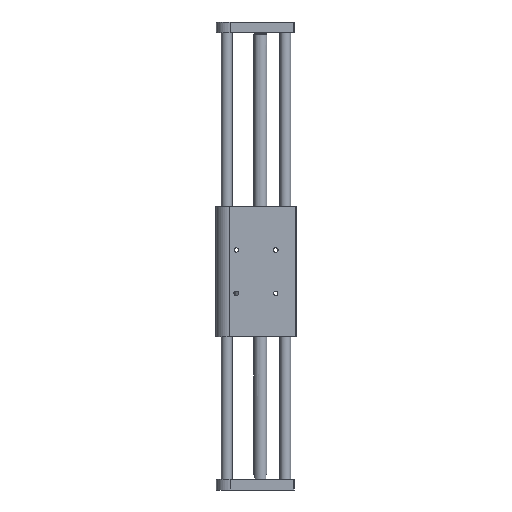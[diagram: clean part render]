
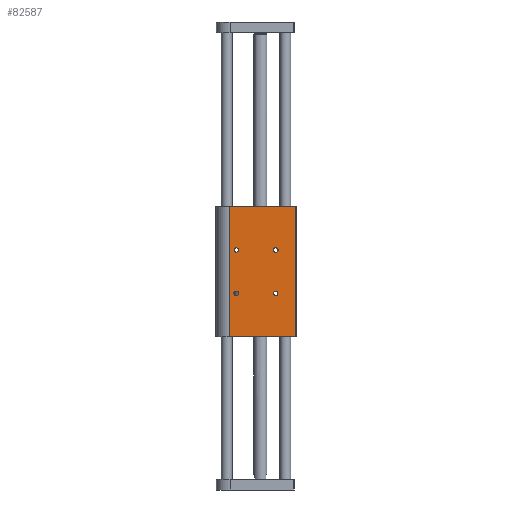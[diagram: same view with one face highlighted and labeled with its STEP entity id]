
A CAD part, left-side view. The second image highlights one B-rep face of the part: STEP entity #82587.
In plain terms, the highlighted planar face has unit normal (-1, 0, 0).
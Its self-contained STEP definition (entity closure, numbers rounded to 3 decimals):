
#1195 = EDGE_LOOP ( 'NONE', ( #53577, #77510, #2540, #63772 ) ) ;
#2540 = ORIENTED_EDGE ( 'NONE', *, *, #36856, .T. ) ;
#2618 = AXIS2_PLACEMENT_3D ( 'NONE', #75546, #61477, #49478 ) ;
#5088 = DIRECTION ( 'NONE',  ( 0., 0., -1. ) ) ;
#5611 = CARTESIAN_POINT ( 'NONE',  ( -12.5, 28.5, 120. ) ) ;
#6364 = CARTESIAN_POINT ( 'NONE',  ( -12.5, 22.25, 40. ) ) ;
#8644 = CARTESIAN_POINT ( 'NONE',  ( -12.5, 28.5, 0. ) ) ;
#9287 = FACE_BOUND ( 'NONE', #41602, .T. ) ;
#9540 = CARTESIAN_POINT ( 'NONE',  ( -12.5, -32.5, 0. ) ) ;
#14012 = VERTEX_POINT ( 'NONE', #81948 ) ;
#16545 = FACE_OUTER_BOUND ( 'NONE', #1195, .T. ) ;
#19808 = CARTESIAN_POINT ( 'NONE',  ( -12.5, 28.5, 120. ) ) ;
#21121 = EDGE_CURVE ( 'NONE', #21986, #21986, #28600, .T. ) ;
#21986 = VERTEX_POINT ( 'NONE', #81035 ) ;
#23465 = CARTESIAN_POINT ( 'NONE',  ( -12.5, 22.25, 37.85 ) ) ;
#25658 = CARTESIAN_POINT ( 'NONE',  ( -12.5, 22.25, 78. ) ) ;
#26138 = EDGE_CURVE ( 'NONE', #79312, #53254, #78431, .T. ) ;
#26153 = EDGE_CURVE ( 'NONE', #14012, #69107, #28756, .T. ) ;
#27882 = DIRECTION ( 'NONE',  ( 1., 0., 0. ) ) ;
#28600 = CIRCLE ( 'NONE', #39516, 2.15 ) ;
#28756 = LINE ( 'NONE', #9540, #80070 ) ;
#33495 = EDGE_CURVE ( 'NONE', #71093, #71093, #48561, .T. ) ;
#34074 = CIRCLE ( 'NONE', #46426, 2. ) ;
#34293 = DIRECTION ( 'NONE',  ( 0., 0., -1. ) ) ;
#34591 = EDGE_LOOP ( 'NONE', ( #44997 ) ) ;
#34921 = FACE_BOUND ( 'NONE', #34591, .T. ) ;
#35308 = ORIENTED_EDGE ( 'NONE', *, *, #58339, .T. ) ;
#35339 = FACE_BOUND ( 'NONE', #65910, .T. ) ;
#36856 = EDGE_CURVE ( 'NONE', #69107, #79312, #75780, .T. ) ;
#39516 = AXIS2_PLACEMENT_3D ( 'NONE', #65601, #59190, #78444 ) ;
#40345 = VECTOR ( 'NONE', #65993, 1000. ) ;
#41602 = EDGE_LOOP ( 'NONE', ( #50496 ) ) ;
#42172 = PLANE ( 'NONE',  #2618 ) ;
#42843 = DIRECTION ( 'NONE',  ( 0., 0., 1. ) ) ;
#44106 = DIRECTION ( 'NONE',  ( 0., 1., 0. ) ) ;
#44997 = ORIENTED_EDGE ( 'NONE', *, *, #21121, .T. ) ;
#46426 = AXIS2_PLACEMENT_3D ( 'NONE', #66384, #27882, #34293 ) ;
#46697 = ORIENTED_EDGE ( 'NONE', *, *, #33495, .T. ) ;
#47108 = EDGE_CURVE ( 'NONE', #84336, #84336, #34074, .T. ) ;
#48561 = CIRCLE ( 'NONE', #63579, 2. ) ;
#49478 = DIRECTION ( 'NONE',  ( 0., 1., 0. ) ) ;
#50496 = ORIENTED_EDGE ( 'NONE', *, *, #47108, .T. ) ;
#52825 = VECTOR ( 'NONE', #44106, 1000. ) ;
#52933 = EDGE_LOOP ( 'NONE', ( #46697 ) ) ;
#52946 = DIRECTION ( 'NONE',  ( 1., 0., 0. ) ) ;
#53254 = VERTEX_POINT ( 'NONE', #61855 ) ;
#53577 = ORIENTED_EDGE ( 'NONE', *, *, #81928, .F. ) ;
#55484 = FACE_BOUND ( 'NONE', #52933, .T. ) ;
#55988 = VERTEX_POINT ( 'NONE', #23465 ) ;
#57373 = AXIS2_PLACEMENT_3D ( 'NONE', #6364, #78628, #5088 ) ;
#58339 = EDGE_CURVE ( 'NONE', #55988, #55988, #73791, .T. ) ;
#59190 = DIRECTION ( 'NONE',  ( 1., 0., 0. ) ) ;
#61477 = DIRECTION ( 'NONE',  ( 1., 0., 0. ) ) ;
#61855 = CARTESIAN_POINT ( 'NONE',  ( -12.5, 28.5, 0. ) ) ;
#62956 = CARTESIAN_POINT ( 'NONE',  ( -12.5, 28.5, 120. ) ) ;
#63579 = AXIS2_PLACEMENT_3D ( 'NONE', #70904, #52946, #64510 ) ;
#63772 = ORIENTED_EDGE ( 'NONE', *, *, #26138, .T. ) ;
#64510 = DIRECTION ( 'NONE',  ( 0., 0., -1. ) ) ;
#65601 = CARTESIAN_POINT ( 'NONE',  ( -12.5, -14.25, 80. ) ) ;
#65910 = EDGE_LOOP ( 'NONE', ( #35308 ) ) ;
#65993 = DIRECTION ( 'NONE',  ( 0., 0., -1. ) ) ;
#66384 = CARTESIAN_POINT ( 'NONE',  ( -12.5, 22.25, 80. ) ) ;
#66804 = LINE ( 'NONE', #8644, #83143 ) ;
#69107 = VERTEX_POINT ( 'NONE', #79866 ) ;
#70904 = CARTESIAN_POINT ( 'NONE',  ( -12.5, -14.25, 40. ) ) ;
#71093 = VERTEX_POINT ( 'NONE', #78377 ) ;
#73791 = CIRCLE ( 'NONE', #57373, 2.15 ) ;
#75546 = CARTESIAN_POINT ( 'NONE',  ( -12.5, 28.5, 0. ) ) ;
#75780 = LINE ( 'NONE', #62956, #52825 ) ;
#77510 = ORIENTED_EDGE ( 'NONE', *, *, #26153, .T. ) ;
#78377 = CARTESIAN_POINT ( 'NONE',  ( -12.5, -14.25, 38. ) ) ;
#78431 = LINE ( 'NONE', #19808, #40345 ) ;
#78444 = DIRECTION ( 'NONE',  ( 0., 0., -1. ) ) ;
#78628 = DIRECTION ( 'NONE',  ( 1., 0., 0. ) ) ;
#79312 = VERTEX_POINT ( 'NONE', #5611 ) ;
#79866 = CARTESIAN_POINT ( 'NONE',  ( -12.5, -32.5, 120. ) ) ;
#80070 = VECTOR ( 'NONE', #42843, 1000. ) ;
#80083 = DIRECTION ( 'NONE',  ( 0., 1., 0. ) ) ;
#81035 = CARTESIAN_POINT ( 'NONE',  ( -12.5, -14.25, 77.85 ) ) ;
#81928 = EDGE_CURVE ( 'NONE', #14012, #53254, #66804, .T. ) ;
#81948 = CARTESIAN_POINT ( 'NONE',  ( -12.5, -32.5, 0. ) ) ;
#82587 = ADVANCED_FACE ( 'NONE', ( #9287, #55484, #35339, #34921, #16545 ), #42172, .F. ) ;
#83143 = VECTOR ( 'NONE', #80083, 1000. ) ;
#84336 = VERTEX_POINT ( 'NONE', #25658 ) ;
